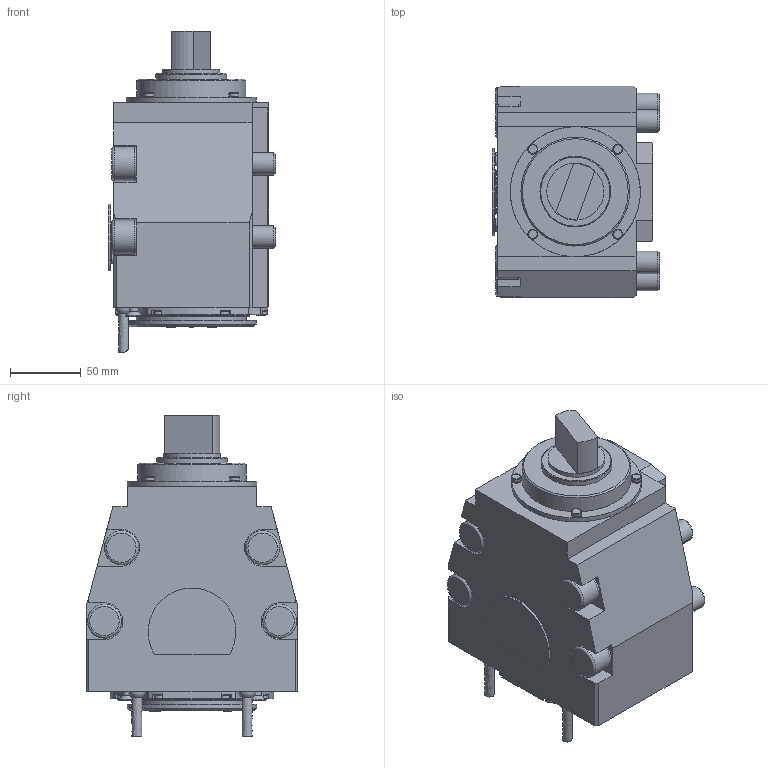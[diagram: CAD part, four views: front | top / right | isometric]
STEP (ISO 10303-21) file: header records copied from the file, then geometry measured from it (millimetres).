
FILE_DESCRIPTION(/* description */ (''),/* implementation_level */ '2;1');
FILE_NAME(/* name */ '1617183816902.stp',/* time_stamp */ '2021-03-31T11:43:44+02:00',/* author */ (''),/* organization */ ('SMS'),/* preprocessor_version */ 'ST-DEVELOPER v16.7',/* originating_system */ 'SIEMENS PLM Software NX 12.0',/* authorisation */ '');
FILE_SCHEMA (('AUTOMOTIVE_DESIGN { 1 0 10303 214 3 1 1 1 }'));
Length unit declared in the file: millimetre
Products named in the file (1): 203458227mod000_00
Bounding box: 118.4 x 150 x 228 mm (x, y, z)
Volume: 2243469.5 mm3; surface area: 135872.5 mm2
Topology: 1 solids, 1 shells, 277 faces, 618 edges, 399 vertices
Faces by surface type: plane 134, bspline 81, torus 37, cone 18, cylinder 4, sphere 3
Full cylindrical faces by diameter (mm): 3 x1, 40.4 x1
Entity records: 10739 total; most frequent: CARTESIAN_POINT 5731, ORIENTED_EDGE 944, DIRECTION 750, EDGE_CURVE 472, EDGE_LOOP 454, VERTEX_POINT 368, FACE_BOUND 333, ADVANCED_FACE 277
